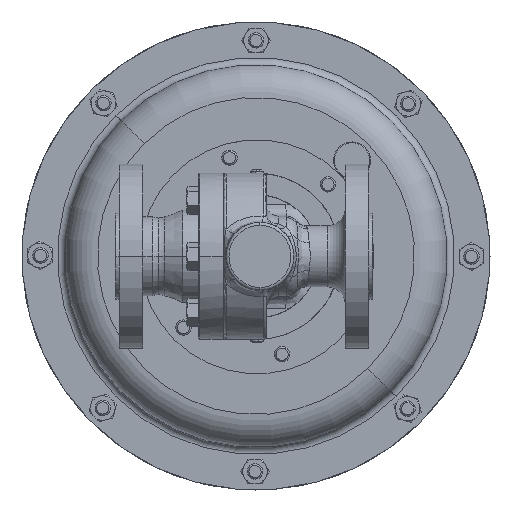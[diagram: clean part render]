
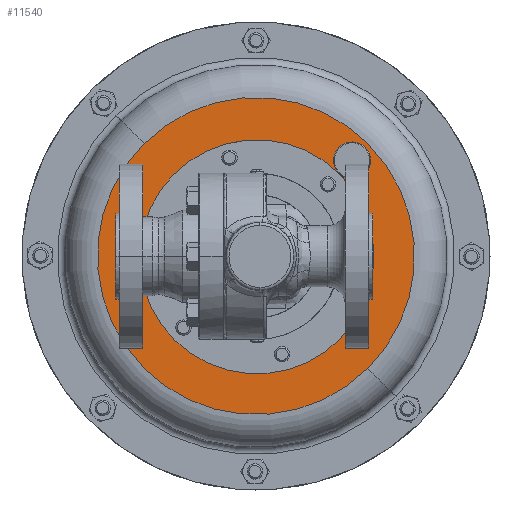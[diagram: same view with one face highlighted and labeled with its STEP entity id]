
A CAD part, front view. The second image highlights one B-rep face of the part: STEP entity #11540.
In plain terms, the highlighted planar face has unit normal (0, -1, 0).
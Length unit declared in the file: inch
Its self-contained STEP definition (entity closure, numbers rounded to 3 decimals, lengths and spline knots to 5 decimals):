
#1078 = CARTESIAN_POINT ( 'NONE',  ( 1.51348, 7.5925, 2.24398 ) ) ;
#1210 = CIRCLE ( 'NONE', #1515, 0.375 ) ;
#1256 = VERTEX_POINT ( 'NONE', #19068 ) ;
#1391 = DIRECTION ( 'NONE',  ( -0.713, 0., 0.701 ) ) ;
#1491 = VERTEX_POINT ( 'NONE', #8424 ) ;
#1515 = AXIS2_PLACEMENT_3D ( 'NONE', #18293, #5735, #16442 ) ;
#2320 = AXIS2_PLACEMENT_3D ( 'NONE', #20992, #21015, #11576 ) ;
#2778 = EDGE_LOOP ( 'NONE', ( #14393, #9255 ) ) ;
#2996 = AXIS2_PLACEMENT_3D ( 'NONE', #22491, #22587, #22658 ) ;
#3598 = AXIS2_PLACEMENT_3D ( 'NONE', #13881, #13862, #13995 ) ;
#3745 = EDGE_CURVE ( 'NONE', #5532, #9846, #1210, .T. ) ;
#3996 = VERTEX_POINT ( 'NONE', #22297 ) ;
#4883 = ORIENTED_EDGE ( 'NONE', *, *, #12004, .T. ) ;
#5532 = VERTEX_POINT ( 'NONE', #18302 ) ;
#5735 = DIRECTION ( 'NONE',  ( 0., 1., 0. ) ) ;
#6390 = AXIS2_PLACEMENT_3D ( 'NONE', #13944, #15047, #16085 ) ;
#6721 = CIRCLE ( 'NONE', #11444, 3.219 ) ;
#6754 = AXIS2_PLACEMENT_3D ( 'NONE', #23098, #12350, #1391 ) ;
#7225 = VERTEX_POINT ( 'NONE', #22699 ) ;
#7400 = ORIENTED_EDGE ( 'NONE', *, *, #8664, .T. ) ;
#8424 = CARTESIAN_POINT ( 'NONE',  ( 1.9713, 7.5925, 1.64992 ) ) ;
#8664 = EDGE_CURVE ( 'NONE', #9846, #1491, #9544, .T. ) ;
#8984 = EDGE_CURVE ( 'NONE', #1491, #3996, #14310, .T. ) ;
#9255 = ORIENTED_EDGE ( 'NONE', *, *, #19180, .F. ) ;
#9544 = CIRCLE ( 'NONE', #3598, 0.375 ) ;
#9846 = VERTEX_POINT ( 'NONE', #1078 ) ;
#10100 = AXIS2_PLACEMENT_3D ( 'NONE', #22736, #22789, #22822 ) ;
#10881 = VERTEX_POINT ( 'NONE', #13069 ) ;
#11070 = AXIS2_PLACEMENT_3D ( 'NONE', #23029, #23115, #23148 ) ;
#11444 = AXIS2_PLACEMENT_3D ( 'NONE', #14306, #14081, #12639 ) ;
#11540 = ADVANCED_FACE ( 'NONE', ( #23516, #16876 ), #14705, .T. ) ;
#11576 = DIRECTION ( 'NONE',  ( -0.61, 0., 0.792 ) ) ;
#11617 = EDGE_CURVE ( 'NONE', #7225, #19049, #22886, .T. ) ;
#12004 = EDGE_CURVE ( 'NONE', #10881, #1256, #17136, .T. ) ;
#12350 = DIRECTION ( 'NONE',  ( 0., 1., 0. ) ) ;
#12639 = DIRECTION ( 'NONE',  ( -0.705, 0., 0.709 ) ) ;
#13069 = CARTESIAN_POINT ( 'NONE',  ( 1.50343, 7.5925, -1.6738 ) ) ;
#13827 = EDGE_LOOP ( 'NONE', ( #19034, #7400, #17649, #17111, #4883, #22993 ) ) ;
#13862 = DIRECTION ( 'NONE',  ( 0., 1., 0. ) ) ;
#13881 = CARTESIAN_POINT ( 'NONE',  ( 1.74239, 7.5925, 1.94695 ) ) ;
#13944 = CARTESIAN_POINT ( 'NONE',  ( 2.07479, 7.5925, 2.27781 ) ) ;
#13995 = DIRECTION ( 'NONE',  ( -0.61, 0., 0.792 ) ) ;
#14081 = DIRECTION ( 'NONE',  ( 0., 1., 0. ) ) ;
#14306 = CARTESIAN_POINT ( 'NONE',  ( -0.20667, 7.5925, 0.00693 ) ) ;
#14310 = CIRCLE ( 'NONE', #2320, 0.375 ) ;
#14393 = ORIENTED_EDGE ( 'NONE', *, *, #11617, .F. ) ;
#14705 = PLANE ( 'NONE',  #6390 ) ;
#14894 = CIRCLE ( 'NONE', #11070, 2.375 ) ;
#15047 = DIRECTION ( 'NONE',  ( 0., -1., 0. ) ) ;
#15356 = EDGE_CURVE ( 'NONE', #1256, #5532, #14894, .T. ) ;
#15758 = CIRCLE ( 'NONE', #6754, 2.375 ) ;
#16085 = DIRECTION ( 'NONE',  ( 0.705, 0., -0.709 ) ) ;
#16442 = DIRECTION ( 'NONE',  ( -0.61, 0., 0.792 ) ) ;
#16876 = FACE_BOUND ( 'NONE', #13827, .T. ) ;
#17111 = ORIENTED_EDGE ( 'NONE', *, *, #22715, .T. ) ;
#17136 = CIRCLE ( 'NONE', #2996, 2.375 ) ;
#17649 = ORIENTED_EDGE ( 'NONE', *, *, #8984, .T. ) ;
#17720 = CARTESIAN_POINT ( 'NONE',  ( 2.06421, 7.5925, -2.27453 ) ) ;
#18293 = CARTESIAN_POINT ( 'NONE',  ( 1.74239, 7.5925, 1.94695 ) ) ;
#18302 = CARTESIAN_POINT ( 'NONE',  ( 1.47562, 7.5925, 1.6834 ) ) ;
#19034 = ORIENTED_EDGE ( 'NONE', *, *, #3745, .T. ) ;
#19049 = VERTEX_POINT ( 'NONE', #17720 ) ;
#19068 = CARTESIAN_POINT ( 'NONE',  ( -1.88447, 7.5925, 1.65556 ) ) ;
#19180 = EDGE_CURVE ( 'NONE', #19049, #7225, #6721, .T. ) ;
#20992 = CARTESIAN_POINT ( 'NONE',  ( 1.74239, 7.5925, 1.94695 ) ) ;
#21015 = DIRECTION ( 'NONE',  ( 0., 1., 0. ) ) ;
#22297 = CARTESIAN_POINT ( 'NONE',  ( 1.48204, 7.5925, 1.67706 ) ) ;
#22491 = CARTESIAN_POINT ( 'NONE',  ( -0.19052, 7.5925, -0.00912 ) ) ;
#22587 = DIRECTION ( 'NONE',  ( 0., 1., 0. ) ) ;
#22658 = DIRECTION ( 'NONE',  ( -0.713, 0., 0.701 ) ) ;
#22699 = CARTESIAN_POINT ( 'NONE',  ( -2.47755, 7.5925, 2.28839 ) ) ;
#22715 = EDGE_CURVE ( 'NONE', #3996, #10881, #15758, .T. ) ;
#22736 = CARTESIAN_POINT ( 'NONE',  ( -0.20667, 7.5925, 0.00693 ) ) ;
#22789 = DIRECTION ( 'NONE',  ( 0., 1., 0. ) ) ;
#22822 = DIRECTION ( 'NONE',  ( -0.705, 0., 0.709 ) ) ;
#22886 = CIRCLE ( 'NONE', #10100, 3.219 ) ;
#22993 = ORIENTED_EDGE ( 'NONE', *, *, #15356, .T. ) ;
#23029 = CARTESIAN_POINT ( 'NONE',  ( -0.19052, 7.5925, -0.00912 ) ) ;
#23098 = CARTESIAN_POINT ( 'NONE',  ( -0.19052, 7.5925, -0.00912 ) ) ;
#23115 = DIRECTION ( 'NONE',  ( 0., 1., 0. ) ) ;
#23148 = DIRECTION ( 'NONE',  ( -0.713, 0., 0.701 ) ) ;
#23516 = FACE_OUTER_BOUND ( 'NONE', #2778, .T. ) ;
